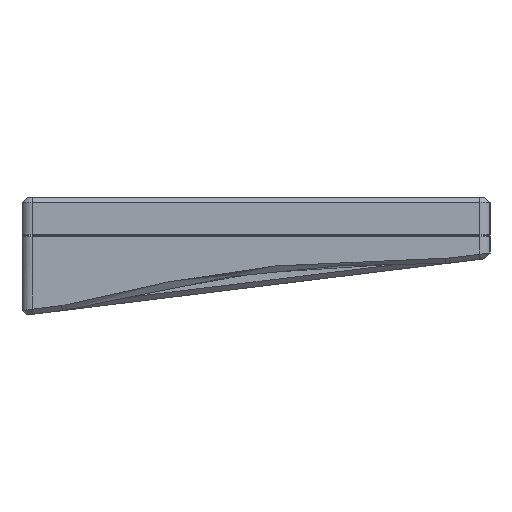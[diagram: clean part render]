
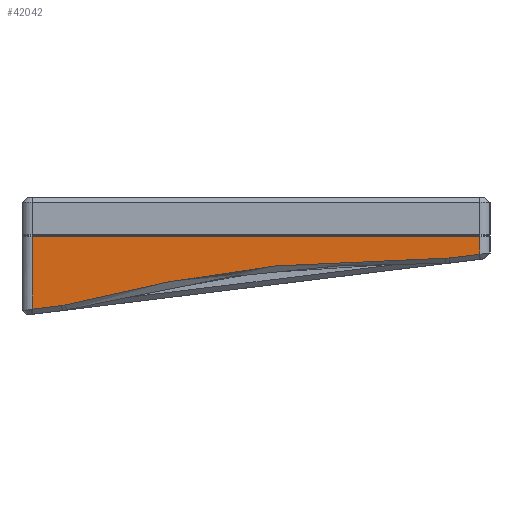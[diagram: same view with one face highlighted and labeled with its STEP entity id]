
A CAD part, left-side view. The second image highlights one B-rep face of the part: STEP entity #42042.
In plain terms, the highlighted planar face has unit normal (-1, 0, 0).
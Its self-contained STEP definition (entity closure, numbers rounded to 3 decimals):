
#1423=CIRCLE('',#44436,8.5);
#1424=CIRCLE('',#44437,8.5);
#3256=FACE_OUTER_BOUND('',#5563,.T.);
#5563=EDGE_LOOP('',(#28001,#28002,#28003,#28004,#28005,#28006,#28007,#28008,
#28009));
#8195=B_SPLINE_CURVE_WITH_KNOTS('',3,(#60514,#60515,#60516,#60517,#60518,
#60519,#60520),.UNSPECIFIED.,.F.,.F.,(4,1,1,1,4),(-11.257,-8.058,
-6.459,-4.859,-0.061),.UNSPECIFIED.);
#8196=B_SPLINE_CURVE_WITH_KNOTS('',3,(#60525,#60526,#60527,#60528,#60529,
#60530),.UNSPECIFIED.,.F.,.F.,(4,2,4),(0.,0.009,0.018),
 .UNSPECIFIED.);
#8558=LINE('',#60429,#12923);
#8572=LINE('',#60500,#12937);
#8573=LINE('',#60508,#12938);
#8574=LINE('',#60510,#12939);
#8575=LINE('',#60524,#12940);
#12923=VECTOR('',#48321,10.);
#12937=VECTOR('',#48359,10.);
#12938=VECTOR('',#48362,10.);
#12939=VECTOR('',#48363,10.);
#12940=VECTOR('',#48368,10.);
#17288=VERTEX_POINT('',#60421);
#17290=VERTEX_POINT('',#60427);
#17307=VERTEX_POINT('',#60499);
#17308=VERTEX_POINT('',#60507);
#17309=VERTEX_POINT('',#60509);
#17310=VERTEX_POINT('',#60511);
#17311=VERTEX_POINT('',#60513);
#17312=VERTEX_POINT('',#60521);
#17313=VERTEX_POINT('',#60523);
#21506=EDGE_CURVE('',#17290,#17288,#8558,.T.);
#21530=EDGE_CURVE('',#17288,#17307,#8572,.T.);
#21532=EDGE_CURVE('',#17308,#17290,#8573,.T.);
#21533=EDGE_CURVE('',#17309,#17308,#8574,.T.);
#21534=EDGE_CURVE('',#17310,#17309,#1423,.T.);
#21535=EDGE_CURVE('',#17311,#17310,#8195,.T.);
#21536=EDGE_CURVE('',#17312,#17311,#1424,.T.);
#21537=EDGE_CURVE('',#17313,#17312,#8575,.T.);
#21538=EDGE_CURVE('',#17307,#17313,#8196,.T.);
#28001=ORIENTED_EDGE('',*,*,#21506,.F.);
#28002=ORIENTED_EDGE('',*,*,#21532,.F.);
#28003=ORIENTED_EDGE('',*,*,#21533,.F.);
#28004=ORIENTED_EDGE('',*,*,#21534,.F.);
#28005=ORIENTED_EDGE('',*,*,#21535,.F.);
#28006=ORIENTED_EDGE('',*,*,#21536,.F.);
#28007=ORIENTED_EDGE('',*,*,#21537,.F.);
#28008=ORIENTED_EDGE('',*,*,#21538,.F.);
#28009=ORIENTED_EDGE('',*,*,#21530,.F.);
#40848=PLANE('',#44435);
#42042=ADVANCED_FACE('',(#3256),#40848,.T.);
#44435=AXIS2_PLACEMENT_3D('',#60506,#48360,#48361);
#44436=AXIS2_PLACEMENT_3D('',#60512,#48364,#48365);
#44437=AXIS2_PLACEMENT_3D('',#60522,#48366,#48367);
#48321=DIRECTION('',(0.,-1.,0.));
#48359=DIRECTION('',(0.,0.,-1.));
#48360=DIRECTION('center_axis',(-1.,0.,0.));
#48361=DIRECTION('ref_axis',(0.,1.,0.));
#48362=DIRECTION('',(0.,0.,1.));
#48363=DIRECTION('',(0.,0.993,-0.122));
#48364=DIRECTION('center_axis',(1.,0.,0.));
#48365=DIRECTION('ref_axis',(0.,-0.122,-0.993));
#48366=DIRECTION('center_axis',(1.,0.,0.));
#48367=DIRECTION('ref_axis',(0.,0.005,-1.));
#48368=DIRECTION('',(0.,0.993,-0.122));
#60421=CARTESIAN_POINT('',(-5.475,-125.538,-3.75));
#60427=CARTESIAN_POINT('',(-5.475,6.475,-3.75));
#60429=CARTESIAN_POINT('',(-5.475,-94.034,-3.75));
#60499=CARTESIAN_POINT('',(-5.475,-125.538,-9.057));
#60500=CARTESIAN_POINT('',(-5.475,-125.538,-3.5));
#60506=CARTESIAN_POINT('Origin',(-5.475,-128.538,-3.5));
#60507=CARTESIAN_POINT('',(-5.475,6.475,-25.266));
#60508=CARTESIAN_POINT('',(-5.475,6.475,-3.5));
#60509=CARTESIAN_POINT('',(-5.475,-2.229,-24.197));
#60510=CARTESIAN_POINT('',(-5.475,-59.754,-17.134));
#60511=CARTESIAN_POINT('',(-5.475,-3.256,-24.007));
#60512=CARTESIAN_POINT('Origin',(-5.475,-1.193,-15.761));
#60513=CARTESIAN_POINT('',(-5.475,-115.412,-10.232));
#60514=CARTESIAN_POINT('Ctrl Pts',(-5.475,-115.412,
-10.232));
#60515=CARTESIAN_POINT('Ctrl Pts',(-5.475,-104.684,
-10.183));
#60516=CARTESIAN_POINT('Ctrl Pts',(-5.475,-88.7,-10.503));
#60517=CARTESIAN_POINT('Ctrl Pts',(-5.475,-67.16,
-12.199));
#60518=CARTESIAN_POINT('Ctrl Pts',(-5.475,-39.791,-15.591));
#60519=CARTESIAN_POINT('Ctrl Pts',(-5.475,-18.806,
-20.117));
#60520=CARTESIAN_POINT('Ctrl Pts',(-5.475,-3.256,
-24.007));
#60521=CARTESIAN_POINT('',(-5.475,-116.487,-10.168));
#60522=CARTESIAN_POINT('Origin',(-5.475,-115.451,-1.732));
#60523=CARTESIAN_POINT('',(-5.475,-125.355,-9.08));
#60524=CARTESIAN_POINT('',(-5.475,-59.754,-17.134));
#60525=CARTESIAN_POINT('Ctrl Pts',(-5.475,-125.538,-9.057));
#60526=CARTESIAN_POINT('Ctrl Pts',(-5.475,-125.507,
-9.061));
#60527=CARTESIAN_POINT('Ctrl Pts',(-5.475,-125.477,-9.065));
#60528=CARTESIAN_POINT('Ctrl Pts',(-5.475,-125.416,
-9.072));
#60529=CARTESIAN_POINT('Ctrl Pts',(-5.475,-125.385,
-9.076));
#60530=CARTESIAN_POINT('Ctrl Pts',(-5.475,-125.355,
-9.08));
